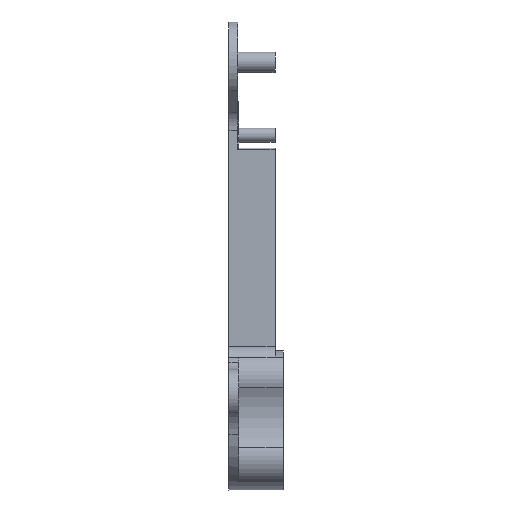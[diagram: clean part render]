
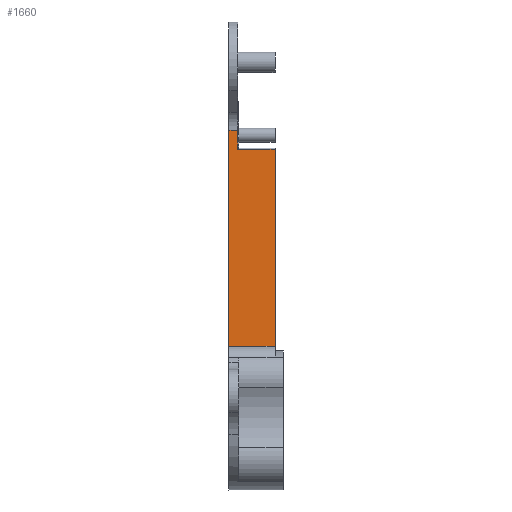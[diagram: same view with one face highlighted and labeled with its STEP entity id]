
A CAD part, left-side view. The second image highlights one B-rep face of the part: STEP entity #1660.
In plain terms, the highlighted planar face has unit normal (-1, 0, 0).
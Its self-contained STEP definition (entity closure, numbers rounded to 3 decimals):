
#37=PLANE('',#1880);
#76=FACE_OUTER_BOUND('',#187,.T.);
#187=EDGE_LOOP('',(#1213,#1214,#1215,#1216,#1217,#1218,#1219));
#295=LINE('',#2745,#403);
#307=LINE('',#2869,#415);
#309=LINE('',#2879,#417);
#314=LINE('',#2890,#422);
#315=LINE('',#2892,#423);
#316=LINE('',#2893,#424);
#317=LINE('',#2894,#425);
#403=VECTOR('',#2136,10.);
#415=VECTOR('',#2256,10.);
#417=VECTOR('',#2266,10.);
#422=VECTOR('',#2277,10.);
#423=VECTOR('',#2278,10.);
#424=VECTOR('',#2279,10.);
#425=VECTOR('',#2280,10.);
#705=VERTEX_POINT('',#2742);
#706=VERTEX_POINT('',#2744);
#718=VERTEX_POINT('',#2773);
#764=VERTEX_POINT('',#2867);
#766=VERTEX_POINT('',#2875);
#768=VERTEX_POINT('',#2878);
#772=VERTEX_POINT('',#2891);
#877=EDGE_CURVE('',#705,#706,#295,.T.);
#939=EDGE_CURVE('',#718,#764,#307,.T.);
#943=EDGE_CURVE('',#768,#766,#309,.T.);
#949=EDGE_CURVE('',#768,#764,#314,.T.);
#950=EDGE_CURVE('',#772,#766,#315,.T.);
#951=EDGE_CURVE('',#772,#706,#316,.T.);
#952=EDGE_CURVE('',#705,#718,#317,.T.);
#1213=ORIENTED_EDGE('',*,*,#939,.T.);
#1214=ORIENTED_EDGE('',*,*,#949,.F.);
#1215=ORIENTED_EDGE('',*,*,#943,.T.);
#1216=ORIENTED_EDGE('',*,*,#950,.F.);
#1217=ORIENTED_EDGE('',*,*,#951,.T.);
#1218=ORIENTED_EDGE('',*,*,#877,.F.);
#1219=ORIENTED_EDGE('',*,*,#952,.T.);
#1660=ADVANCED_FACE('',(#76),#37,.F.);
#1880=AXIS2_PLACEMENT_3D('',#2889,#2275,#2276);
#2136=DIRECTION('',(0.,0.,-1.));
#2256=DIRECTION('',(0.,1.,0.));
#2266=DIRECTION('',(0.,1.,0.));
#2275=DIRECTION('center_axis',(1.,0.,0.));
#2276=DIRECTION('ref_axis',(0.,0.,
1.));
#2277=DIRECTION('',(0.,0.,-1.));
#2278=DIRECTION('',(0.,0.,1.));
#2279=DIRECTION('',(0.,-1.,0.));
#2280=DIRECTION('',(0.,1.,0.));
#2742=CARTESIAN_POINT('',(433.999,120.451,363.966));
#2744=CARTESIAN_POINT('',(433.999,120.451,287.212));
#2745=CARTESIAN_POINT('',(433.999,120.451,281.273));
#2773=CARTESIAN_POINT('',(433.999,134.601,363.966));
#2867=CARTESIAN_POINT('',(433.999,135.016,363.966));
#2869=CARTESIAN_POINT('',(433.999,135.016,363.966));
#2875=CARTESIAN_POINT('',(433.999,138.454,371.35));
#2878=CARTESIAN_POINT('',(433.999,135.016,371.35));
#2879=CARTESIAN_POINT('',(433.999,139.216,371.35));
#2889=CARTESIAN_POINT('Origin',(433.999,139.216,277.779));
#2890=CARTESIAN_POINT('',(433.999,135.016,349.929));
#2891=CARTESIAN_POINT('',(433.999,138.454,287.212));
#2892=CARTESIAN_POINT('',(433.999,138.454,338.3));
#2893=CARTESIAN_POINT('',(433.999,121.276,287.212));
#2894=CARTESIAN_POINT('',(433.999,136.016,363.966));
